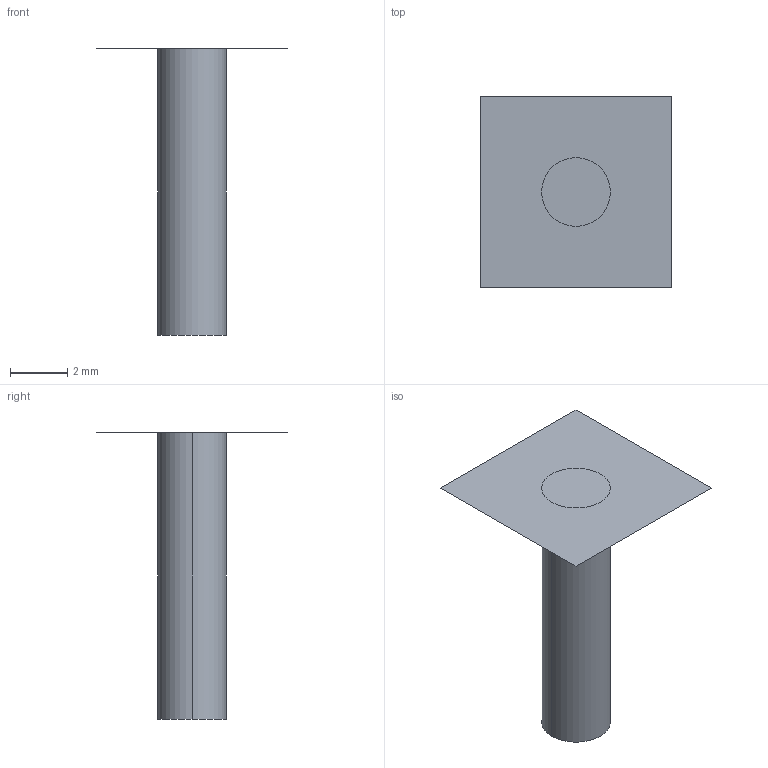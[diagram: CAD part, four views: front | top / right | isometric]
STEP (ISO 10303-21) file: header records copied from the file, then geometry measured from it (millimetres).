
FILE_DESCRIPTION (( 'STEP AP214' ), '1' );
FILE_NAME ('mountpin.STEP', '2024-05-20T00:15:08', ( '' ), ( '' ), 'SwSTEP 2.0', 'SolidWorks 2023', '' );
FILE_SCHEMA (( 'AUTOMOTIVE_DESIGN' ));
Length unit declared in the file: millimetre
Products named in the file (1): mountpin
Bounding box: 6.67 x 6.67 x 10 mm (x, y, z)
Surface area: 128.9 mm2 (no closed solid volume)
Topology: 0 solids, 2 shells, 5 faces, 10 edges, 8 vertices
Faces by surface type: plane 3, cylinder 2
Entity records: 158 total; most frequent: DIRECTION 26, CARTESIAN_POINT 24, ORIENTED_EDGE 16, AXIS2_PLACEMENT_3D 10, EDGE_CURVE 10, VERTEX_POINT 8, VECTOR 6, LINE 6
